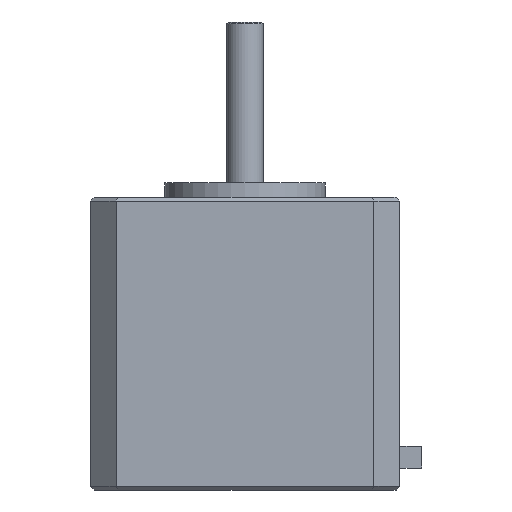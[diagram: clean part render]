
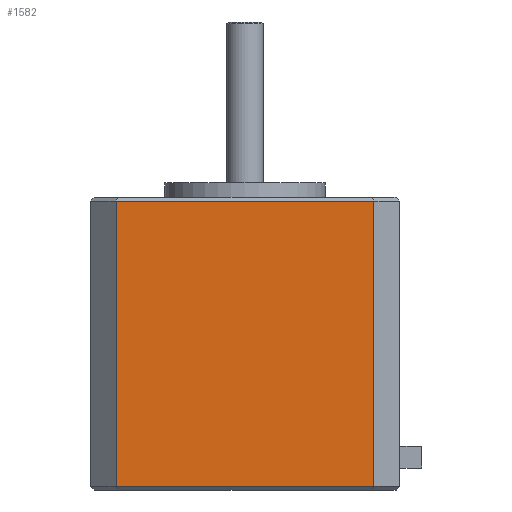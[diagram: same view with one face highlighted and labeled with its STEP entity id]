
A CAD part, left-side view. The second image highlights one B-rep face of the part: STEP entity #1582.
In plain terms, the highlighted planar face has unit normal (-1, 0, 0).
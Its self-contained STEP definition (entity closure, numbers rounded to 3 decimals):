
#340 = PLANE('',#341);
#341 = AXIS2_PLACEMENT_3D('',#342,#343,#344);
#342 = CARTESIAN_POINT('',(-20.9,17.614,39.75));
#343 = DIRECTION('',(-0.707,0.,0.707));
#344 = DIRECTION('',(0.,-1.,0.));
#715 = VERTEX_POINT('',#716);
#716 = CARTESIAN_POINT('',(-21.15,-17.614,39.5));
#751 = PLANE('',#752);
#752 = AXIS2_PLACEMENT_3D('',#753,#754,#755);
#753 = CARTESIAN_POINT('',(-17.614,-21.15,0.));
#754 = DIRECTION('',(-0.707,-0.707,0.));
#755 = DIRECTION('',(-0.707,0.707,0.));
#821 = VERTEX_POINT('',#822);
#822 = CARTESIAN_POINT('',(-21.15,17.614,39.5));
#843 = EDGE_CURVE('',#821,#715,#844,.T.);
#844 = SURFACE_CURVE('',#845,(#849,#856),.PCURVE_S1.);
#845 = LINE('',#846,#847);
#846 = CARTESIAN_POINT('',(-21.15,17.614,39.5));
#847 = VECTOR('',#848,1.);
#848 = DIRECTION('',(0.,-1.,0.));
#849 = PCURVE('',#340,#850);
#850 = DEFINITIONAL_REPRESENTATION('',(#851),#855);
#851 = LINE('',#852,#853);
#852 = CARTESIAN_POINT('',(-0.,-0.354));
#853 = VECTOR('',#854,1.);
#854 = DIRECTION('',(1.,0.));
#855 = ( GEOMETRIC_REPRESENTATION_CONTEXT(2) 
PARAMETRIC_REPRESENTATION_CONTEXT() REPRESENTATION_CONTEXT('2D SPACE',''
  ) );
#856 = PCURVE('',#857,#862);
#857 = PLANE('',#858);
#858 = AXIS2_PLACEMENT_3D('',#859,#860,#861);
#859 = CARTESIAN_POINT('',(-21.15,17.614,0.));
#860 = DIRECTION('',(1.,0.,0.));
#861 = DIRECTION('',(0.,-1.,0.));
#862 = DEFINITIONAL_REPRESENTATION('',(#863),#867);
#863 = LINE('',#864,#865);
#864 = CARTESIAN_POINT('',(0.,-39.5));
#865 = VECTOR('',#866,1.);
#866 = DIRECTION('',(1.,0.));
#867 = ( GEOMETRIC_REPRESENTATION_CONTEXT(2) 
PARAMETRIC_REPRESENTATION_CONTEXT() REPRESENTATION_CONTEXT('2D SPACE',''
  ) );
#945 = PLANE('',#946);
#946 = AXIS2_PLACEMENT_3D('',#947,#948,#949);
#947 = CARTESIAN_POINT('',(-21.15,17.614,0.));
#948 = DIRECTION('',(-0.707,0.707,0.));
#949 = DIRECTION('',(0.707,0.707,0.));
#1480 = EDGE_CURVE('',#1481,#715,#1483,.T.);
#1481 = VERTEX_POINT('',#1482);
#1482 = CARTESIAN_POINT('',(-21.15,-17.614,0.5));
#1483 = SURFACE_CURVE('',#1484,(#1488,#1495),.PCURVE_S1.);
#1484 = LINE('',#1485,#1486);
#1485 = CARTESIAN_POINT('',(-21.15,-17.614,0.));
#1486 = VECTOR('',#1487,1.);
#1487 = DIRECTION('',(0.,0.,1.));
#1488 = PCURVE('',#751,#1489);
#1489 = DEFINITIONAL_REPRESENTATION('',(#1490),#1494);
#1490 = LINE('',#1491,#1492);
#1491 = CARTESIAN_POINT('',(5.,0.));
#1492 = VECTOR('',#1493,1.);
#1493 = DIRECTION('',(0.,-1.));
#1494 = ( GEOMETRIC_REPRESENTATION_CONTEXT(2) 
PARAMETRIC_REPRESENTATION_CONTEXT() REPRESENTATION_CONTEXT('2D SPACE',''
  ) );
#1495 = PCURVE('',#857,#1496);
#1496 = DEFINITIONAL_REPRESENTATION('',(#1497),#1501);
#1497 = LINE('',#1498,#1499);
#1498 = CARTESIAN_POINT('',(35.229,0.));
#1499 = VECTOR('',#1500,1.);
#1500 = DIRECTION('',(0.,-1.));
#1501 = ( GEOMETRIC_REPRESENTATION_CONTEXT(2) 
PARAMETRIC_REPRESENTATION_CONTEXT() REPRESENTATION_CONTEXT('2D SPACE',''
  ) );
#1582 = ADVANCED_FACE('',(#1583),#857,.F.);
#1583 = FACE_BOUND('',#1584,.F.);
#1584 = EDGE_LOOP('',(#1585,#1608,#1609,#1610));
#1585 = ORIENTED_EDGE('',*,*,#1586,.T.);
#1586 = EDGE_CURVE('',#1587,#821,#1589,.T.);
#1587 = VERTEX_POINT('',#1588);
#1588 = CARTESIAN_POINT('',(-21.15,17.614,0.5));
#1589 = SURFACE_CURVE('',#1590,(#1594,#1601),.PCURVE_S1.);
#1590 = LINE('',#1591,#1592);
#1591 = CARTESIAN_POINT('',(-21.15,17.614,0.));
#1592 = VECTOR('',#1593,1.);
#1593 = DIRECTION('',(0.,0.,1.));
#1594 = PCURVE('',#857,#1595);
#1595 = DEFINITIONAL_REPRESENTATION('',(#1596),#1600);
#1596 = LINE('',#1597,#1598);
#1597 = CARTESIAN_POINT('',(0.,0.));
#1598 = VECTOR('',#1599,1.);
#1599 = DIRECTION('',(0.,-1.));
#1600 = ( GEOMETRIC_REPRESENTATION_CONTEXT(2) 
PARAMETRIC_REPRESENTATION_CONTEXT() REPRESENTATION_CONTEXT('2D SPACE',''
  ) );
#1601 = PCURVE('',#945,#1602);
#1602 = DEFINITIONAL_REPRESENTATION('',(#1603),#1607);
#1603 = LINE('',#1604,#1605);
#1604 = CARTESIAN_POINT('',(0.,0.));
#1605 = VECTOR('',#1606,1.);
#1606 = DIRECTION('',(0.,-1.));
#1607 = ( GEOMETRIC_REPRESENTATION_CONTEXT(2) 
PARAMETRIC_REPRESENTATION_CONTEXT() REPRESENTATION_CONTEXT('2D SPACE',''
  ) );
#1608 = ORIENTED_EDGE('',*,*,#843,.T.);
#1609 = ORIENTED_EDGE('',*,*,#1480,.F.);
#1610 = ORIENTED_EDGE('',*,*,#1611,.F.);
#1611 = EDGE_CURVE('',#1587,#1481,#1612,.T.);
#1612 = SURFACE_CURVE('',#1613,(#1617,#1624),.PCURVE_S1.);
#1613 = LINE('',#1614,#1615);
#1614 = CARTESIAN_POINT('',(-21.15,17.614,0.5));
#1615 = VECTOR('',#1616,1.);
#1616 = DIRECTION('',(0.,-1.,0.));
#1617 = PCURVE('',#857,#1618);
#1618 = DEFINITIONAL_REPRESENTATION('',(#1619),#1623);
#1619 = LINE('',#1620,#1621);
#1620 = CARTESIAN_POINT('',(0.,-0.5));
#1621 = VECTOR('',#1622,1.);
#1622 = DIRECTION('',(1.,0.));
#1623 = ( GEOMETRIC_REPRESENTATION_CONTEXT(2) 
PARAMETRIC_REPRESENTATION_CONTEXT() REPRESENTATION_CONTEXT('2D SPACE',''
  ) );
#1624 = PCURVE('',#1625,#1630);
#1625 = PLANE('',#1626);
#1626 = AXIS2_PLACEMENT_3D('',#1627,#1628,#1629);
#1627 = CARTESIAN_POINT('',(-20.9,17.614,0.25));
#1628 = DIRECTION('',(0.707,0.,0.707));
#1629 = DIRECTION('',(0.,-1.,0.));
#1630 = DEFINITIONAL_REPRESENTATION('',(#1631),#1635);
#1631 = LINE('',#1632,#1633);
#1632 = CARTESIAN_POINT('',(0.,-0.354));
#1633 = VECTOR('',#1634,1.);
#1634 = DIRECTION('',(1.,0.));
#1635 = ( GEOMETRIC_REPRESENTATION_CONTEXT(2) 
PARAMETRIC_REPRESENTATION_CONTEXT() REPRESENTATION_CONTEXT('2D SPACE',''
  ) );
